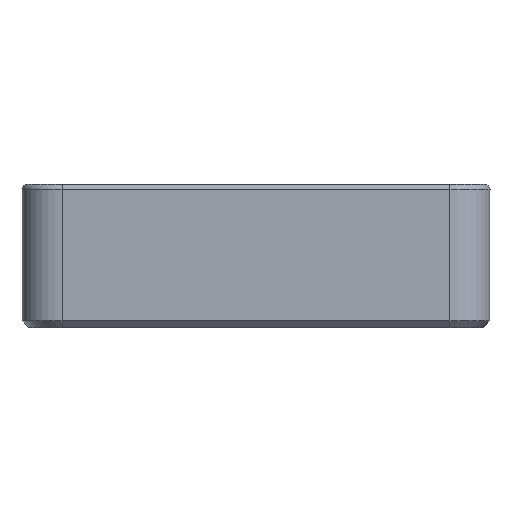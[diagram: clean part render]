
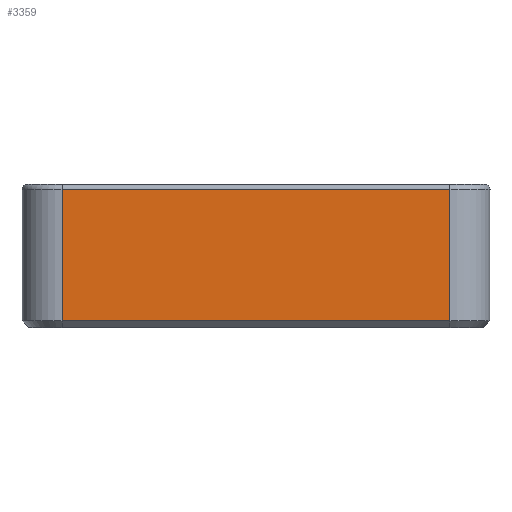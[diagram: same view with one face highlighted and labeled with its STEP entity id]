
A CAD part, left-side view. The second image highlights one B-rep face of the part: STEP entity #3359.
In plain terms, the highlighted planar face has unit normal (-1, 0, 0).
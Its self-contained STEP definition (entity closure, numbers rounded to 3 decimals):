
#420=FACE_OUTER_BOUND('',#622,.T.);
#622=EDGE_LOOP('',(#2405,#2406,#2407,#2408));
#843=LINE('',#10562,#1026);
#875=LINE('',#10663,#1058);
#876=LINE('',#10666,#1059);
#877=LINE('',#10667,#1060);
#1026=VECTOR('',#3959,1000.);
#1058=VECTOR('',#4049,1000.);
#1059=VECTOR('',#4052,1000.);
#1060=VECTOR('',#4053,1000.);
#1418=VERTEX_POINT('',#10559);
#1419=VERTEX_POINT('',#10561);
#1459=VERTEX_POINT('',#10661);
#1460=VERTEX_POINT('',#10665);
#1772=EDGE_CURVE('',#1419,#1418,#843,.T.);
#1825=EDGE_CURVE('',#1459,#1418,#875,.T.);
#1826=EDGE_CURVE('',#1460,#1459,#876,.T.);
#1827=EDGE_CURVE('',#1460,#1419,#877,.T.);
#2405=ORIENTED_EDGE('',*,*,#1772,.T.);
#2406=ORIENTED_EDGE('',*,*,#1825,.F.);
#2407=ORIENTED_EDGE('',*,*,#1826,.F.);
#2408=ORIENTED_EDGE('',*,*,#1827,.T.);
#3067=PLANE('',#3602);
#3359=ADVANCED_FACE('',(#420),#3067,.T.);
#3602=AXIS2_PLACEMENT_3D('',#10664,#4050,#4051);
#3959=DIRECTION('',(0.,0.,-1.));
#4049=DIRECTION('',(0.,1.,0.));
#4050=DIRECTION('center_axis',(-1.,0.,0.));
#4051=DIRECTION('ref_axis',(0.,1.,0.));
#4052=DIRECTION('',(0.,0.,-1.));
#4053=DIRECTION('',(0.,1.,0.));
#10559=CARTESIAN_POINT('',(114.5,-65.5,46.4));
#10561=CARTESIAN_POINT('',(114.5,-65.5,56.2));
#10562=CARTESIAN_POINT('',(114.5,-65.5,56.2));
#10661=CARTESIAN_POINT('',(114.5,-94.5,46.4));
#10663=CARTESIAN_POINT('',(114.5,-80.,46.4));
#10664=CARTESIAN_POINT('Origin',(114.5,-65.5,59.1));
#10665=CARTESIAN_POINT('',(114.5,-94.5,56.2));
#10666=CARTESIAN_POINT('',(114.5,-94.5,56.2));
#10667=CARTESIAN_POINT('',(114.5,-94.5,56.2));
